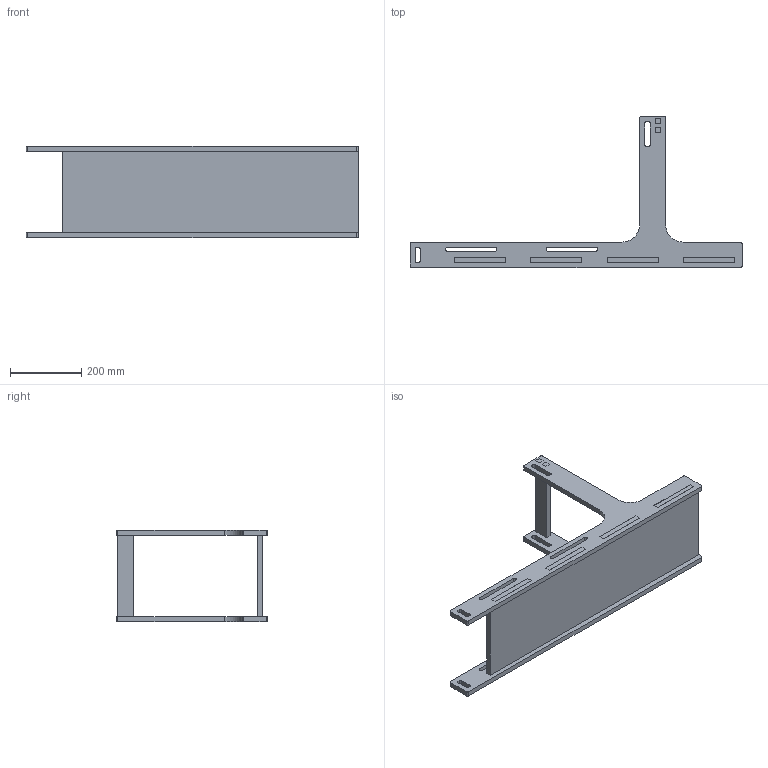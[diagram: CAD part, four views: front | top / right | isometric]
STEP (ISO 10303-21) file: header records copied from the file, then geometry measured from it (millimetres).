
FILE_DESCRIPTION(('FreeCAD Model'),'2;1');
FILE_NAME('Open CASCADE Shape Model','2025-04-29T14:36:43',('FreeCAD'),( 'FreeCAD'),'Open CASCADE STEP processor 7.6','FreeCAD','Unknown');
FILE_SCHEMA(('AUTOMOTIVE_DESIGN { 1 0 10303 214 1 1 1 1 }'));
Length unit declared in the file: millimetre
Products named in the file (1): Open CASCADE STEP translator 7.6 1
Bounding box: 932.23 x 424.91 x 258.16 mm (x, y, z)
Volume: 5404694.6 mm3; surface area: 937999.2 mm2
Topology: 4 solids, 4 shells, 208 faces, 600 edges, 400 vertices
Faces by surface type: bspline 208
Entity records: 6216 total; most frequent: CARTESIAN_POINT 2625, ORIENTED_EDGE 1200, EDGE_CURVE 600, B_SPLINE_CURVE_WITH_KNOTS 504, VERTEX_POINT 400, FACE_BOUND 248, EDGE_LOOP 248, ADVANCED_FACE 208
